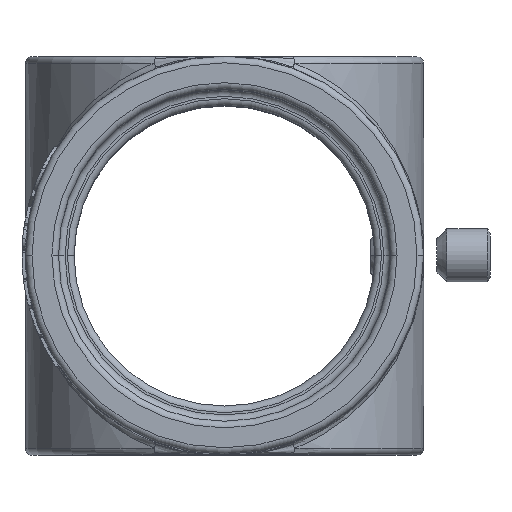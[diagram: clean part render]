
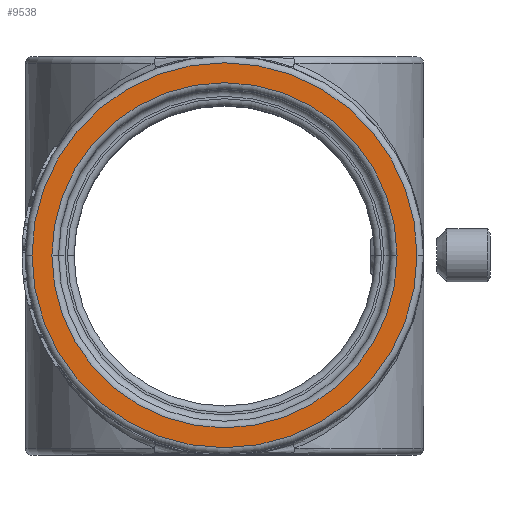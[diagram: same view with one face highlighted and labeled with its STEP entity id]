
A CAD part, top view. The second image highlights one B-rep face of the part: STEP entity #9538.
In plain terms, the highlighted planar face has unit normal (0, 0, 1).
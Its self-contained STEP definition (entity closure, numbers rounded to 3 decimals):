
#1487 = VERTEX_POINT ( 'NONE', #1542 ) ;
#1542 = CARTESIAN_POINT ( 'NONE',  ( -26., 0., 65. ) ) ;
#1751 = CIRCLE ( 'NONE', #4428, 26. ) ;
#2100 = EDGE_CURVE ( 'NONE', #6100, #1487, #1751, .T. ) ;
#3154 = ORIENTED_EDGE ( 'NONE', *, *, #2100, .T. ) ;
#3479 = DIRECTION ( 'NONE',  ( 0., 0., -1. ) ) ;
#3709 = CARTESIAN_POINT ( 'NONE',  ( 0., 0., 65. ) ) ;
#3794 = VERTEX_POINT ( 'NONE', #13880 ) ;
#4188 = DIRECTION ( 'NONE',  ( 0., 0., -1. ) ) ;
#4428 = AXIS2_PLACEMENT_3D ( 'NONE', #11267, #3479, #12562 ) ;
#4644 = EDGE_CURVE ( 'NONE', #10084, #3794, #11773, .T. ) ;
#4887 = PLANE ( 'NONE',  #13662 ) ;
#5009 = DIRECTION ( 'NONE',  ( 1., 0., 0. ) ) ;
#6100 = VERTEX_POINT ( 'NONE', #12549 ) ;
#6175 = DIRECTION ( 'NONE',  ( 1., 0., 0. ) ) ;
#6465 = EDGE_CURVE ( 'NONE', #3794, #10084, #16308, .T. ) ;
#6718 = FACE_BOUND ( 'NONE', #10877, .T. ) ;
#7589 = CARTESIAN_POINT ( 'NONE',  ( 0., 0., 65. ) ) ;
#7614 = EDGE_CURVE ( 'NONE', #1487, #6100, #8948, .T. ) ;
#8948 = CIRCLE ( 'NONE', #13528, 26. ) ;
#9141 = DIRECTION ( 'NONE',  ( 1., 0., 0. ) ) ;
#9519 = ORIENTED_EDGE ( 'NONE', *, *, #7614, .T. ) ;
#9538 = ADVANCED_FACE ( 'NONE', ( #6718, #13242 ), #4887, .T. ) ;
#10068 = CARTESIAN_POINT ( 'NONE',  ( 0., 0., 65. ) ) ;
#10084 = VERTEX_POINT ( 'NONE', #12591 ) ;
#10877 = EDGE_LOOP ( 'NONE', ( #3154, #9519 ) ) ;
#11267 = CARTESIAN_POINT ( 'NONE',  ( 0., 0., 65. ) ) ;
#11340 = EDGE_LOOP ( 'NONE', ( #12536, #13385 ) ) ;
#11773 = CIRCLE ( 'NONE', #14108, 29. ) ;
#11964 = CARTESIAN_POINT ( 'NONE',  ( 0., 0., 65. ) ) ;
#12536 = ORIENTED_EDGE ( 'NONE', *, *, #4644, .T. ) ;
#12549 = CARTESIAN_POINT ( 'NONE',  ( 26., 0., 65. ) ) ;
#12562 = DIRECTION ( 'NONE',  ( 1., 0., 0. ) ) ;
#12591 = CARTESIAN_POINT ( 'NONE',  ( 29., 0., 65. ) ) ;
#12739 = AXIS2_PLACEMENT_3D ( 'NONE', #3709, #12784, #5009 ) ;
#12784 = DIRECTION ( 'NONE',  ( 0., 0., 1. ) ) ;
#13242 = FACE_OUTER_BOUND ( 'NONE', #11340, .T. ) ;
#13272 = DIRECTION ( 'NONE',  ( 1., 0., 0. ) ) ;
#13385 = ORIENTED_EDGE ( 'NONE', *, *, #6465, .T. ) ;
#13528 = AXIS2_PLACEMENT_3D ( 'NONE', #11964, #4188, #13272 ) ;
#13662 = AXIS2_PLACEMENT_3D ( 'NONE', #10068, #13988, #6175 ) ;
#13880 = CARTESIAN_POINT ( 'NONE',  ( -29., 0., 65. ) ) ;
#13988 = DIRECTION ( 'NONE',  ( 0., 0., 1. ) ) ;
#14108 = AXIS2_PLACEMENT_3D ( 'NONE', #7589, #16698, #9141 ) ;
#16308 = CIRCLE ( 'NONE', #12739, 29. ) ;
#16698 = DIRECTION ( 'NONE',  ( 0., 0., 1. ) ) ;
